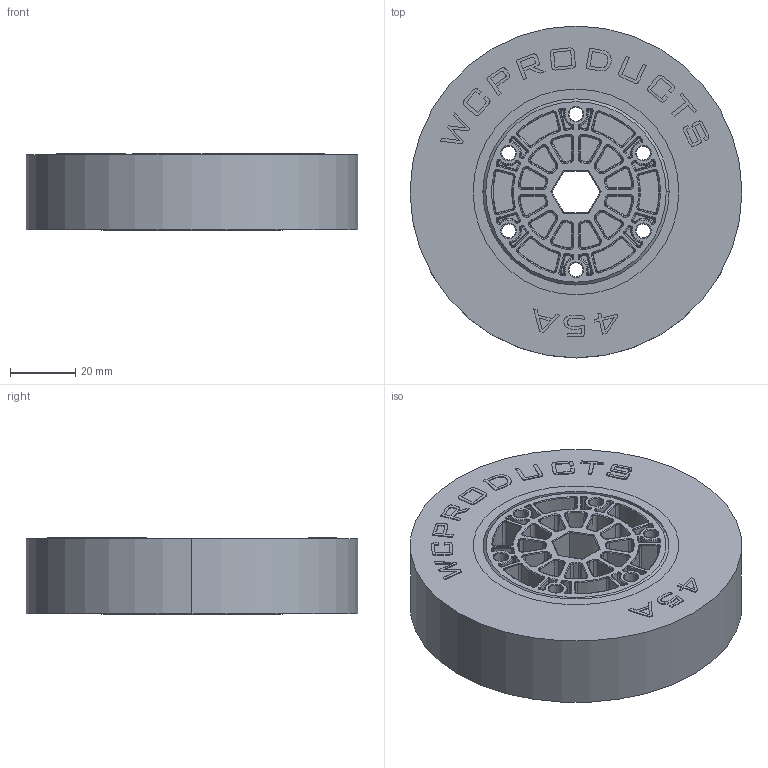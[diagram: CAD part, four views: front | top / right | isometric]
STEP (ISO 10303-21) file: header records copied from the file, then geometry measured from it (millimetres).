
FILE_DESCRIPTION (( 'STEP AP214' ), '1' );
FILE_NAME ('WCP-0192.step', '2022-01-07T19:22:58', ( '' ), ( '' ), 'SwSTEP 2.0', 'SolidWorks 2020', '' );
FILE_SCHEMA (( 'AUTOMOTIVE_DESIGN' ));
Length unit declared in the file: inch
Products named in the file (3): WCP-0192-001_Default<As Machined>; WCP-0192 Rev2; WCP-0192
Assembly tree (2 placements, depth 2):
  WCP-0192
    WCP-0192 Rev2
    WCP-0192-001_Default<As Machined>
Bounding box: 101.6 x 101.6 x 23.3 mm (x, y, z)
Volume: 160837.5 mm3; surface area: 57257.6 mm2
Topology: 3 solids, 3 shells, 2238 faces, 5213 edges, 3060 vertices
Faces by surface type: torus 1060, cone 420, cylinder 362, plane 343, bspline 53
Entity records: 66756 total; most frequent: CARTESIAN_POINT 13333, DIRECTION 12961, ORIENTED_EDGE 10426, AXIS2_PLACEMENT_3D 5676, EDGE_CURVE 5213, CIRCLE 3486, VERTEX_POINT 3060, EDGE_LOOP 2335
